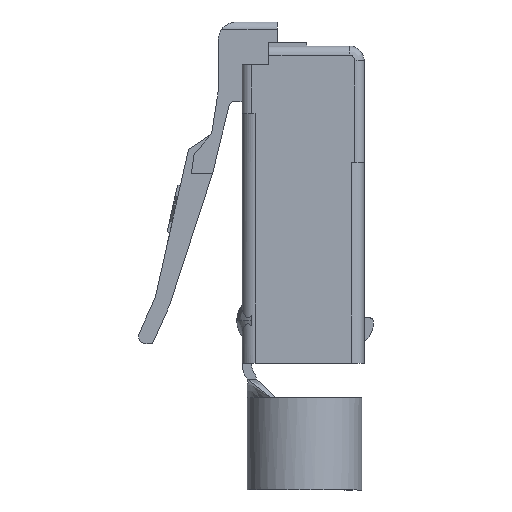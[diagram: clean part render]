
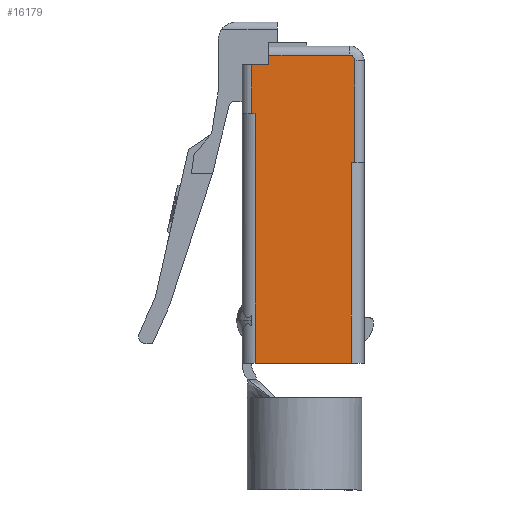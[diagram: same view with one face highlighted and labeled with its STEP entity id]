
A CAD part, left-side view. The second image highlights one B-rep face of the part: STEP entity #16179.
In plain terms, the highlighted planar face has unit normal (-1, 0, 0).
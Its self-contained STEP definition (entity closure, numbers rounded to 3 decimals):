
#5653 = CARTESIAN_POINT ( 'NONE',  ( -5.84, 0.2, -0.5 ) ) ;
#5654 = LINE ( 'NONE', #5653, #5658 ) ;
#5655 = DIRECTION ( 'NONE',  ( 0., -1., 0. ) ) ;
#5658 = VECTOR ( 'NONE', #5655, 1000. ) ;
#5665 = DIRECTION ( 'NONE',  ( 0., 0., -1. ) ) ;
#5666 = VECTOR ( 'NONE', #5665, 1000. ) ;
#6548 = CARTESIAN_POINT ( 'NONE',  ( -5.84, 4.65, -0.5 ) ) ;
#6680 = CARTESIAN_POINT ( 'NONE',  ( -5.84, 0., -6.3 ) ) ;
#6684 = LINE ( 'NONE', #6753, #6756 ) ;
#6695 = CARTESIAN_POINT ( 'NONE',  ( -5.84, 0.3, -0.5 ) ) ;
#6753 = CARTESIAN_POINT ( 'NONE',  ( -5.84, 0., -16.65 ) ) ;
#6755 = DIRECTION ( 'NONE',  ( 0., 0., -1. ) ) ;
#6756 = VECTOR ( 'NONE', #6755, 1000. ) ;
#7012 = CARTESIAN_POINT ( 'NONE',  ( -5.84, 0.2, -16.65 ) ) ;
#7013 = LINE ( 'NONE', #7012, #5666 ) ;
#7477 = LINE ( 'NONE', #7510, #7502 ) ;
#7502 = VECTOR ( 'NONE', #7509, 1000. ) ;
#7505 = CARTESIAN_POINT ( 'NONE',  ( -5.84, 0., -0.8 ) ) ;
#7509 = DIRECTION ( 'NONE',  ( 0., 1., 0. ) ) ;
#7510 = CARTESIAN_POINT ( 'NONE',  ( -5.84, 0.2, -6.3 ) ) ;
#7589 = CARTESIAN_POINT ( 'NONE',  ( -5.84, 0., -0.8 ) ) ;
#7590 = CARTESIAN_POINT ( 'NONE',  ( -5.84, 0., -0.624 ) ) ;
#7591 = CARTESIAN_POINT ( 'NONE',  ( -5.84, 0.124, -0.5 ) ) ;
#7592 = CARTESIAN_POINT ( 'NONE',  ( -5.84, 0.3, -0.5 ) ) ;
#7594 =( BOUNDED_CURVE ( )  B_SPLINE_CURVE ( 3, ( #7592, #7591, #7590, #7589 ),
 .UNSPECIFIED., .F., .T. ) 
 B_SPLINE_CURVE_WITH_KNOTS ( ( 4, 4 ),
 ( 0., 1. ),
 .UNSPECIFIED. ) 
 CURVE ( )  GEOMETRIC_REPRESENTATION_ITEM ( )  RATIONAL_B_SPLINE_CURVE ( ( 1., 0.805, 0.805, 1. ) ) 
 REPRESENTATION_ITEM ( '' )  );
#7882 = FACE_OUTER_BOUND ( 'NONE', #16178, .T. ) ;
#7941 = CARTESIAN_POINT ( 'NONE',  ( -5.84, 5.6, -1. ) ) ;
#7942 = LINE ( 'NONE', #7941, #7964 ) ;
#7956 = PLANE ( 'NONE',  #8017 ) ;
#7957 = CARTESIAN_POINT ( 'NONE',  ( -5.84, 5.4, -3.65 ) ) ;
#7963 = DIRECTION ( 'NONE',  ( 0., 1., 0. ) ) ;
#7964 = VECTOR ( 'NONE', #7963, 1000. ) ;
#7996 = CARTESIAN_POINT ( 'NONE',  ( -5.84, 5.4, -17.15 ) ) ;
#7998 = CARTESIAN_POINT ( 'NONE',  ( -5.84, 5.6, -1. ) ) ;
#8001 = CARTESIAN_POINT ( 'NONE',  ( -5.84, 5.6, -3.65 ) ) ;
#8014 = DIRECTION ( 'NONE',  ( 0., 0., -1. ) ) ;
#8015 = DIRECTION ( 'NONE',  ( 1., 0., 0. ) ) ;
#8016 = CARTESIAN_POINT ( 'NONE',  ( -5.84, 0.2, -16.65 ) ) ;
#8017 = AXIS2_PLACEMENT_3D ( 'NONE', #8016, #8015, #8014 ) ;
#8194 = DIRECTION ( 'NONE',  ( 0., 0., 1. ) ) ;
#8195 = VECTOR ( 'NONE', #8194, 1000. ) ;
#8196 = CARTESIAN_POINT ( 'NONE',  ( -5.84, 4.65, -16.65 ) ) ;
#8272 = LINE ( 'NONE', #8196, #8195 ) ;
#8911 = LINE ( 'NONE', #8922, #8914 ) ;
#8912 = VECTOR ( 'NONE', #8916, 1000. ) ;
#8913 = LINE ( 'NONE', #9058, #9055 ) ;
#8914 = VECTOR ( 'NONE', #8999, 1000. ) ;
#8916 = DIRECTION ( 'NONE',  ( 0., 0., 1. ) ) ;
#8917 = CARTESIAN_POINT ( 'NONE',  ( -5.84, 5.6, -16.65 ) ) ;
#8922 = CARTESIAN_POINT ( 'NONE',  ( -5.84, 5.4, -3.65 ) ) ;
#8993 = DIRECTION ( 'NONE',  ( 0., 0., 1. ) ) ;
#8994 = VECTOR ( 'NONE', #8993, 1000. ) ;
#8995 = CARTESIAN_POINT ( 'NONE',  ( -5.84, 5.4, -16.65 ) ) ;
#8996 = LINE ( 'NONE', #8995, #8994 ) ;
#8999 = DIRECTION ( 'NONE',  ( 0., -1., 0. ) ) ;
#9003 = LINE ( 'NONE', #8917, #8912 ) ;
#9054 = DIRECTION ( 'NONE',  ( 0., 1., 0. ) ) ;
#9055 = VECTOR ( 'NONE', #9054, 1000. ) ;
#9058 = CARTESIAN_POINT ( 'NONE',  ( -5.84, 0.2, -17.15 ) ) ;
#12802 = CARTESIAN_POINT ( 'NONE',  ( -5.84, 4.65, -1. ) ) ;
#13930 = VERTEX_POINT ( 'NONE', #24850 ) ;
#13931 = VERTEX_POINT ( 'NONE', #24833 ) ;
#13988 = VERTEX_POINT ( 'NONE', #7505 ) ;
#13990 = EDGE_CURVE ( 'NONE', #14028, #13930, #7477, .T. ) ;
#13993 = EDGE_CURVE ( 'NONE', #14049, #13988, #7594, .T. ) ;
#14026 = VERTEX_POINT ( 'NONE', #6548 ) ;
#14027 = EDGE_CURVE ( 'NONE', #14026, #14049, #5654, .T. ) ;
#14028 = VERTEX_POINT ( 'NONE', #6680 ) ;
#14029 = EDGE_CURVE ( 'NONE', #13988, #14028, #6684, .T. ) ;
#14049 = VERTEX_POINT ( 'NONE', #6695 ) ;
#14137 = EDGE_CURVE ( 'NONE', #13930, #13931, #7013, .T. ) ;
#16178 = EDGE_LOOP ( 'NONE', ( #16374, #16202, #16206, #16183, #16180, #16186, #16188, #16378, #16182, #16187, #16380 ) ) ;
#16179 = ADVANCED_FACE ( 'NONE', ( #7882 ), #7956, .F. ) ;
#16180 = ORIENTED_EDGE ( 'NONE', *, *, #16305, .F. ) ;
#16182 = ORIENTED_EDGE ( 'NONE', *, *, #16379, .F. ) ;
#16183 = ORIENTED_EDGE ( 'NONE', *, *, #14027, .F. ) ;
#16184 = EDGE_CURVE ( 'NONE', #17029, #16203, #7942, .T. ) ;
#16185 = VERTEX_POINT ( 'NONE', #7957 ) ;
#16186 = ORIENTED_EDGE ( 'NONE', *, *, #16184, .T. ) ;
#16187 = ORIENTED_EDGE ( 'NONE', *, *, #16385, .F. ) ;
#16188 = ORIENTED_EDGE ( 'NONE', *, *, #16373, .F. ) ;
#16201 = VERTEX_POINT ( 'NONE', #7996 ) ;
#16202 = ORIENTED_EDGE ( 'NONE', *, *, #14029, .F. ) ;
#16203 = VERTEX_POINT ( 'NONE', #7998 ) ;
#16205 = VERTEX_POINT ( 'NONE', #8001 ) ;
#16206 = ORIENTED_EDGE ( 'NONE', *, *, #13993, .F. ) ;
#16305 = EDGE_CURVE ( 'NONE', #17029, #14026, #8272, .T. ) ;
#16373 = EDGE_CURVE ( 'NONE', #16205, #16203, #9003, .T. ) ;
#16374 = ORIENTED_EDGE ( 'NONE', *, *, #13990, .F. ) ;
#16377 = EDGE_CURVE ( 'NONE', #16205, #16185, #8911, .T. ) ;
#16378 = ORIENTED_EDGE ( 'NONE', *, *, #16377, .T. ) ;
#16379 = EDGE_CURVE ( 'NONE', #16201, #16185, #8996, .T. ) ;
#16380 = ORIENTED_EDGE ( 'NONE', *, *, #14137, .F. ) ;
#16385 = EDGE_CURVE ( 'NONE', #13931, #16201, #8913, .T. ) ;
#17029 = VERTEX_POINT ( 'NONE', #12802 ) ;
#24833 = CARTESIAN_POINT ( 'NONE',  ( -5.84, 0.2, -17.15 ) ) ;
#24850 = CARTESIAN_POINT ( 'NONE',  ( -5.84, 0.2, -6.3 ) ) ;
